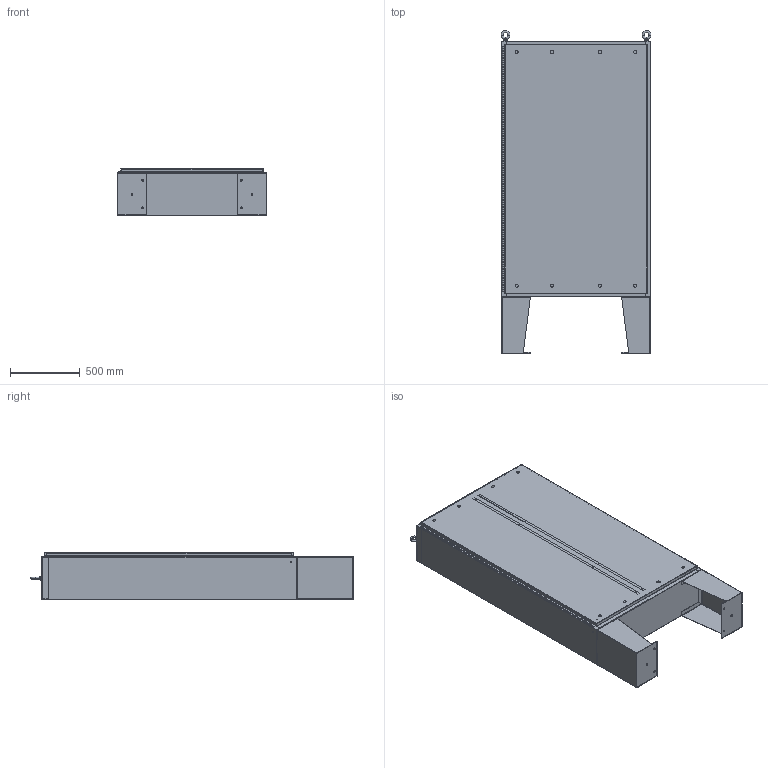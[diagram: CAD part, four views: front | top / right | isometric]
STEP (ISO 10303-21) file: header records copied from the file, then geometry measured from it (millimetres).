
FILE_DESCRIPTION (( 'STEP AP203' ), '1' );
FILE_NAME ('N72HS4212SSWPLSQT.STEP', '2014-03-31T13:26:04', ( 'changeme' ), ( 'Microsoft' ), 'SwSTEP 2.0', 'SolidWorks 2013', '' );
FILE_SCHEMA (( 'CONFIG_CONTROL_DESIGN' ));
Length unit declared in the file: inch
Products named in the file (19): N72HS4212SSWPLSQT SD-LSK - Base; N72HS4212SSWPLSQT Door Stiffener; N72HS4212SSWPLSQT SD-LSK-ASSY; N72HS4212SSWPLSQT Enclosure Stiffener; Eye-Bolt_Stiffener WMT Template 1930; N72HS4212SSWPLSQT Cover; N72HS4212SSWPLSQT Backpanel; HW-EYE-NH-20425_3014T52; N72HS4212SSWPLSQT Body; N72HS4212SSWPLSQT Mounting Studs; N72HS4212SSWPLSQT; N72HS4212SSWPLSQT Bottom; N72HS4212SSWPLSQT Hinge Enclosure Side2; N72HS4212SSWPLSQT Top; N72HS4212SSWPLSQT Hinge Cover Side; 10_30 CD Stud; N72HS4212SSWPLSQT 125 Pin Hinge; N72HS4212SSWPLSQT SD-LSK-Stand; Quarter-20 CD Stud
Assembly tree (37 placements, depth 3):
  N72HS4212SSWPLSQT
    N72HS4212SSWPLSQT Backpanel
    N72HS4212SSWPLSQT Mounting Studs  x8
    N72HS4212SSWPLSQT 125 Pin Hinge
      N72HS4212SSWPLSQT Hinge Enclosure Side2
      N72HS4212SSWPLSQT Hinge Cover Side
    Quarter-20 CD Stud  x2
    N72HS4212SSWPLSQT Door Stiffener
    N72HS4212SSWPLSQT Enclosure Stiffener  x2
    N72HS4212SSWPLSQT Cover
    N72HS4212SSWPLSQT Body
    N72HS4212SSWPLSQT Bottom
    N72HS4212SSWPLSQT Top
    10_30 CD Stud  x8
    N72HS4212SSWPLSQT SD-LSK-ASSY  x2
      N72HS4212SSWPLSQT SD-LSK-Stand
      N72HS4212SSWPLSQT SD-LSK - Base
    Eye-Bolt_Stiffener WMT Template 1930  x2
    HW-EYE-NH-20425_3014T52  x2
Bounding box: 1073.67 x 2311.4 x 335.3 mm (x, y, z)
Volume: 19342299.5 mm3; surface area: 18402657.2 mm2
Topology: 36 solids, 36 shells, 2647 faces, 6537 edges, 3994 vertices
Faces by surface type: plane 1331, cylinder 1120, torus 100, cone 60, bspline 36
Entity records: 71208 total; most frequent: CARTESIAN_POINT 12994, DIRECTION 12235, ORIENTED_EDGE 11428, EDGE_CURVE 5714, AXIS2_PLACEMENT_3D 4301, VECTOR 3633, LINE 3633, VERTEX_POINT 3514
